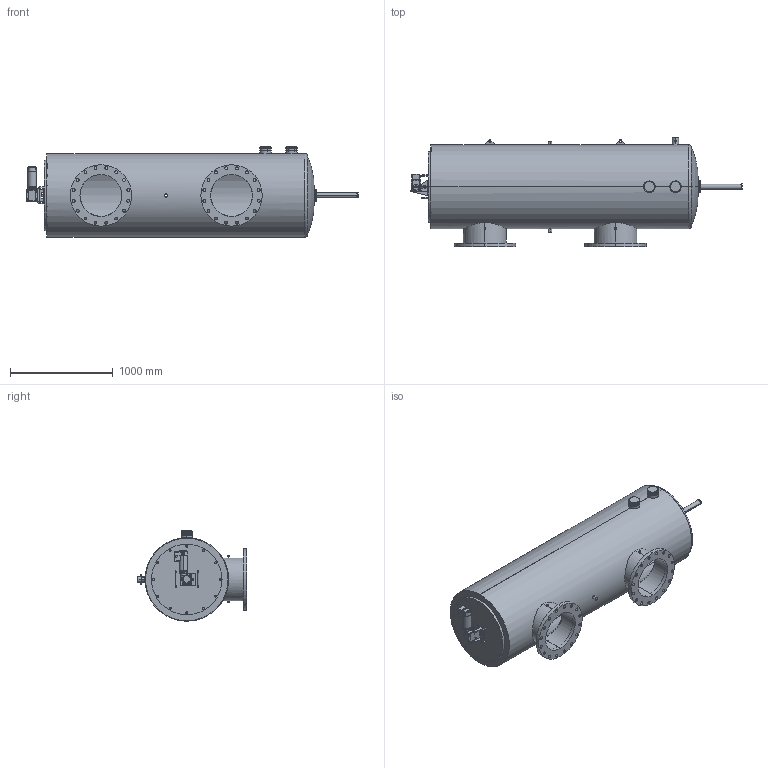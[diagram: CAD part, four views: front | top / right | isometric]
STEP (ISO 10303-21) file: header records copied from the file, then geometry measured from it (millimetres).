
FILE_DESCRIPTION (( 'STEP AP203' ), '1' );
FILE_NAME ('H16-180-FP.STEP', '2020-09-23T12:05:53', ( '' ), ( '' ), 'SwSTEP 2.0', 'SolidWorks 2018', '' );
FILE_SCHEMA (( 'CONFIG_CONTROL_DESIGN' ));
Length unit declared in the file: millimetre
Products named in the file (8): Motor assem; simp; reduced size motor; simp2; Washdown drive shaft; H16-180-FP; H16-180 for LP; Washdown mounting bracket
Assembly tree (13 placements, depth 3):
  H16-180-FP
    H16-180 for LP
    Motor assem
      Washdown drive shaft
      Washdown mounting bracket
      reduced size motor
      simp  x4
      simp2  x4
Bounding box: 3227.07 x 1066.8 x 879.48 mm (x, y, z)
Volume: 59754441.3 mm3; surface area: 16920084.2 mm2
Topology: 24 solids, 24 shells, 1085 faces, 2791 edges, 1802 vertices
Faces by surface type: plane 505, cylinder 433, torus 64, bspline 58, cone 21, sphere 4
Entity records: 38725 total; most frequent: CARTESIAN_POINT 13480, ORIENTED_EDGE 5102, DIRECTION 4968, EDGE_CURVE 2551, AXIS2_PLACEMENT_3D 1822, VERTEX_POINT 1646, LINE 1324, VECTOR 1324
